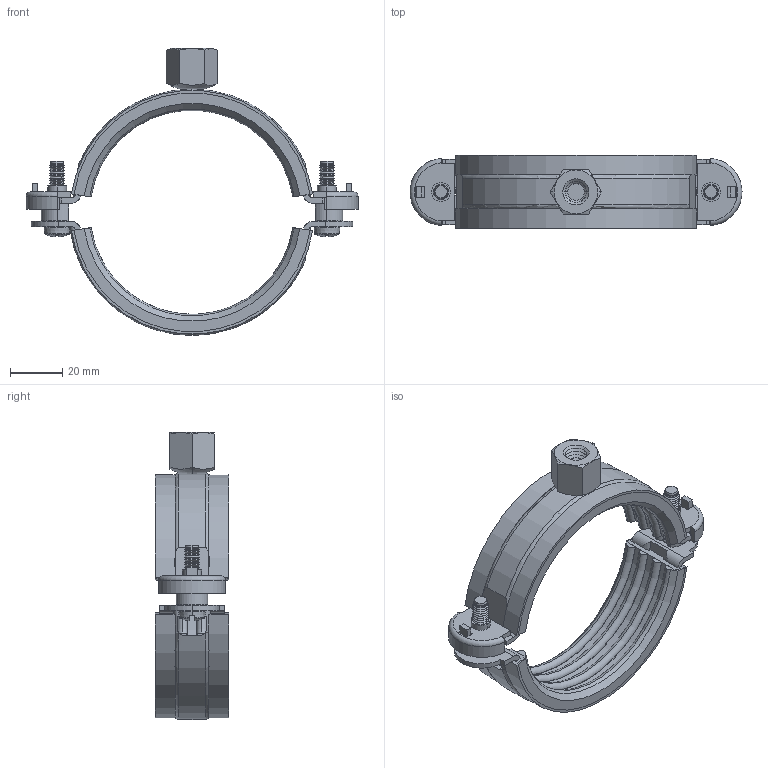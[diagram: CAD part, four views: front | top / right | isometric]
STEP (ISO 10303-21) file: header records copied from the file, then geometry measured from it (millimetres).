
FILE_DESCRIPTION((''),'2;1');
FILE_NAME('25376.stp','2007-07-19T15:55:52',(''),(''),'Mechanical Desktop.R8.0.24.0','Mechanical Desktop.R8.0.24.0',', , ');
FILE_SCHEMA(('CONFIG_CONTROL_DESIGN'));
Length unit declared in the file: millimetre
Products named in the file (24): 25376; OBERTEIL; GEWINDETEIL; GEWINDEPLATTEM6X25; DGL GRUNDKÖRPER 28MM; TEIL1; DGL GRUNDKÖRPER 28MM OT; ~TEIL1; KUNSTSTOFFTEIL GR逴; ~~TEIL1; FADEN AUßEN 28MM; ~~~TEIL1; FADEN MITTE 28MM; ~~~~TEIL1; ~FADEN MITTE 28MM; ~~~~~TEIL1; KOMBIMUTTERM8M10SW17; KOMBI$0$LAYER; KOMBI$0$AVE_RENDER; KOMBI$0$AVE_GLOBAL; KOMBI$0$RM_SDB; M6X25; SCHRAUBEM6X25; RM_SDB
Assembly tree (41 placements, depth 3):
  25376
    OBERTEIL
    GEWINDETEIL
    GEWINDEPLATTEM6X25  x2
    DGL GRUNDKÖRPER 28MM
      TEIL1
    DGL GRUNDKÖRPER 28MM OT
      ~TEIL1
    KUNSTSTOFFTEIL GR逴  x2
      ~~TEIL1
    FADEN AUßEN 28MM  x4
      ~~~TEIL1
    FADEN MITTE 28MM  x2
      ~~~~TEIL1
    ~FADEN MITTE 28MM  x2
      ~~~~~TEIL1
    KOMBIMUTTERM8M10SW17
      KOMBI$0$LAYER
      KOMBI$0$AVE_RENDER  x8
      KOMBI$0$AVE_GLOBAL
      KOMBI$0$RM_SDB
    M6X25  x2
      SCHRAUBEM6X25
    RM_SDB  x4
Bounding box: 127.3 x 28 x 110.05 mm (x, y, z)
Volume: 52410.3 mm3; surface area: 64523.1 mm2
Topology: 19 solids, 19 shells, 640 faces, 1549 edges, 948 vertices
Faces by surface type: cone 256, plane 195, cylinder 137, torus 38, bspline 14
Entity records: 14100 total; most frequent: CARTESIAN_POINT 3363, DIRECTION 2293, ORIENTED_EDGE 2114, EDGE_CURVE 1057, AXIS2_PLACEMENT_3D 866, VERTEX_POINT 654, VECTOR 561, LINE 561
